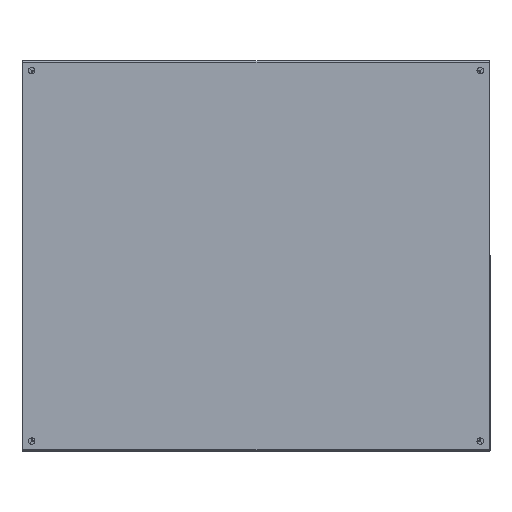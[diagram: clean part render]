
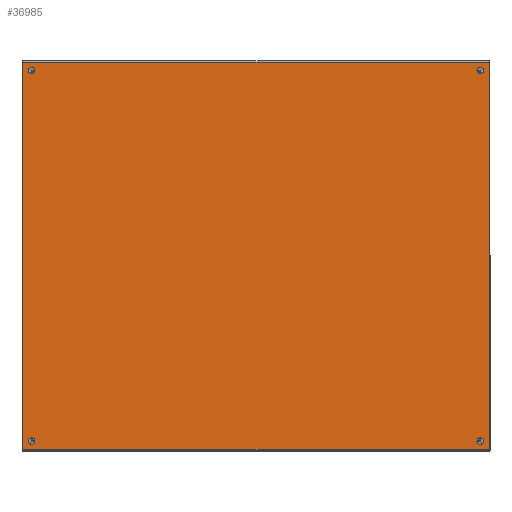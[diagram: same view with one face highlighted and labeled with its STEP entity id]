
A CAD part, top view. The second image highlights one B-rep face of the part: STEP entity #36985.
In plain terms, the highlighted face is planar.
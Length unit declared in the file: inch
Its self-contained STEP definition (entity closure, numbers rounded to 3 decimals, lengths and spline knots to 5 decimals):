
#958 = VERTEX_POINT ( 'NONE', #9817 ) ;
#970 = CARTESIAN_POINT ( 'NONE',  ( 0., 0.5, -14.25 ) ) ;
#1254 = EDGE_CURVE ( 'NONE', #42411, #35212, #4197, .T. ) ;
#2041 = EDGE_LOOP ( 'NONE', ( #45947, #3428 ) ) ;
#2153 = EDGE_CURVE ( 'NONE', #16198, #958, #44347, .T. ) ;
#2251 = VERTEX_POINT ( 'NONE', #19789 ) ;
#2392 = CARTESIAN_POINT ( 'NONE',  ( 0., 35.25, 14.25 ) ) ;
#3428 = ORIENTED_EDGE ( 'NONE', *, *, #2153, .T. ) ;
#3551 = LINE ( 'NONE', #10749, #22256 ) ;
#3685 = VERTEX_POINT ( 'NONE', #8282 ) ;
#4197 = CIRCLE ( 'NONE', #23524, 0.25 ) ;
#4309 = VECTOR ( 'NONE', #41211, 39.37008 ) ;
#5964 = CARTESIAN_POINT ( 'NONE',  ( 0., 1., 14.25 ) ) ;
#6688 = ORIENTED_EDGE ( 'NONE', *, *, #41810, .T. ) ;
#7251 = PLANE ( 'NONE',  #17028 ) ;
#7567 = CIRCLE ( 'NONE', #32208, 0.25 ) ;
#7883 = DIRECTION ( 'NONE',  ( 1., 0., 0. ) ) ;
#8282 = CARTESIAN_POINT ( 'NONE',  ( 0., 35., 14.25 ) ) ;
#8348 = DIRECTION ( 'NONE',  ( 0., -1., 0. ) ) ;
#8493 = VECTOR ( 'NONE', #38900, 39.37008 ) ;
#8619 = VERTEX_POINT ( 'NONE', #41009 ) ;
#9206 = VERTEX_POINT ( 'NONE', #27142 ) ;
#9330 = DIRECTION ( 'NONE',  ( 1., 0., 0. ) ) ;
#9817 = CARTESIAN_POINT ( 'NONE',  ( 0., 0.5, 14.25 ) ) ;
#9831 = DIRECTION ( 'NONE',  ( 0., 1., 0. ) ) ;
#10556 = CARTESIAN_POINT ( 'NONE',  ( 0., 0.75, -14.25 ) ) ;
#10576 = CARTESIAN_POINT ( 'NONE',  ( 0., 1., -14.25 ) ) ;
#10749 = CARTESIAN_POINT ( 'NONE',  ( 0., 0.072, 14.928 ) ) ;
#10789 = DIRECTION ( 'NONE',  ( 1., 0., 0. ) ) ;
#10802 = DIRECTION ( 'NONE',  ( 0., -1., 0. ) ) ;
#11404 = ORIENTED_EDGE ( 'NONE', *, *, #16975, .T. ) ;
#12166 = CIRCLE ( 'NONE', #27821, 0.25 ) ;
#12178 = AXIS2_PLACEMENT_3D ( 'NONE', #15909, #37159, #40164 ) ;
#12384 = EDGE_LOOP ( 'NONE', ( #24490, #18623, #13408, #13486 ) ) ;
#12745 = CARTESIAN_POINT ( 'NONE',  ( 0., 0.072, 14.892 ) ) ;
#13408 = ORIENTED_EDGE ( 'NONE', *, *, #42938, .F. ) ;
#13486 = ORIENTED_EDGE ( 'NONE', *, *, #36308, .T. ) ;
#13638 = CIRCLE ( 'NONE', #12178, 0.25 ) ;
#15413 = CIRCLE ( 'NONE', #45990, 0.25 ) ;
#15909 = CARTESIAN_POINT ( 'NONE',  ( 0., 35.25, -14.25 ) ) ;
#16036 = VECTOR ( 'NONE', #9831, 39.37008 ) ;
#16198 = VERTEX_POINT ( 'NONE', #5964 ) ;
#16787 = CARTESIAN_POINT ( 'NONE',  ( 0., 0.75, -14.25 ) ) ;
#16975 = EDGE_CURVE ( 'NONE', #3685, #9206, #36130, .T. ) ;
#17028 = AXIS2_PLACEMENT_3D ( 'NONE', #43663, #22386, #18229 ) ;
#17122 = EDGE_LOOP ( 'NONE', ( #6688, #19835 ) ) ;
#17529 = FACE_OUTER_BOUND ( 'NONE', #12384, .T. ) ;
#17992 = FACE_BOUND ( 'NONE', #27912, .T. ) ;
#18229 = DIRECTION ( 'NONE',  ( 0., -1., 0. ) ) ;
#18623 = ORIENTED_EDGE ( 'NONE', *, *, #39450, .T. ) ;
#18672 = DIRECTION ( 'NONE',  ( 0., -1., 0. ) ) ;
#19743 = EDGE_LOOP ( 'NONE', ( #30931, #24159 ) ) ;
#19789 = CARTESIAN_POINT ( 'NONE',  ( 0., 35.928, -14.892 ) ) ;
#19835 = ORIENTED_EDGE ( 'NONE', *, *, #22246, .T. ) ;
#19864 = CARTESIAN_POINT ( 'NONE',  ( 0., 35.928, 14.892 ) ) ;
#20274 = DIRECTION ( 'NONE',  ( 0., -1., 0. ) ) ;
#21476 = LINE ( 'NONE', #25014, #16036 ) ;
#22246 = EDGE_CURVE ( 'NONE', #45635, #41839, #13638, .T. ) ;
#22256 = VECTOR ( 'NONE', #26088, 39.37008 ) ;
#22386 = DIRECTION ( 'NONE',  ( 1., 0., 0. ) ) ;
#23410 = AXIS2_PLACEMENT_3D ( 'NONE', #40284, #7883, #8348 ) ;
#23524 = AXIS2_PLACEMENT_3D ( 'NONE', #16787, #25351, #20274 ) ;
#24159 = ORIENTED_EDGE ( 'NONE', *, *, #38703, .T. ) ;
#24490 = ORIENTED_EDGE ( 'NONE', *, *, #44998, .F. ) ;
#24716 = CARTESIAN_POINT ( 'NONE',  ( 0., 0.75, 14.25 ) ) ;
#25014 = CARTESIAN_POINT ( 'NONE',  ( 0., 35.928, -14.892 ) ) ;
#25046 = CARTESIAN_POINT ( 'NONE',  ( 0., 0.072, -14.892 ) ) ;
#25351 = DIRECTION ( 'NONE',  ( 1., 0., 0. ) ) ;
#26088 = DIRECTION ( 'NONE',  ( 0., 0., 1. ) ) ;
#26852 = DIRECTION ( 'NONE',  ( 0., -1., 0. ) ) ;
#27142 = CARTESIAN_POINT ( 'NONE',  ( 0., 35.5, 14.25 ) ) ;
#27461 = VERTEX_POINT ( 'NONE', #25046 ) ;
#27821 = AXIS2_PLACEMENT_3D ( 'NONE', #34834, #10789, #28037 ) ;
#27912 = EDGE_LOOP ( 'NONE', ( #11404, #33987 ) ) ;
#28037 = DIRECTION ( 'NONE',  ( 0., -1., 0. ) ) ;
#30202 = AXIS2_PLACEMENT_3D ( 'NONE', #35688, #31747, #45972 ) ;
#30931 = ORIENTED_EDGE ( 'NONE', *, *, #1254, .T. ) ;
#31239 = CARTESIAN_POINT ( 'NONE',  ( 0., 35.928, -14.928 ) ) ;
#31582 = CARTESIAN_POINT ( 'NONE',  ( 0., 35., -14.25 ) ) ;
#31594 = DIRECTION ( 'NONE',  ( 1., 0., 0. ) ) ;
#31747 = DIRECTION ( 'NONE',  ( 1., 0., 0. ) ) ;
#32208 = AXIS2_PLACEMENT_3D ( 'NONE', #10556, #31594, #10802 ) ;
#33780 = VERTEX_POINT ( 'NONE', #19864 ) ;
#33987 = ORIENTED_EDGE ( 'NONE', *, *, #43917, .T. ) ;
#34834 = CARTESIAN_POINT ( 'NONE',  ( 0., 35.25, -14.25 ) ) ;
#35212 = VERTEX_POINT ( 'NONE', #10576 ) ;
#35496 = FACE_BOUND ( 'NONE', #17122, .T. ) ;
#35688 = CARTESIAN_POINT ( 'NONE',  ( 0., 0.75, 14.25 ) ) ;
#36130 = CIRCLE ( 'NONE', #23410, 0.25 ) ;
#36308 = EDGE_CURVE ( 'NONE', #27461, #8619, #3551, .T. ) ;
#36985 = ADVANCED_FACE ( 'NONE', ( #17529, #42465, #35496, #38969, #17992 ), #7251, .F. ) ;
#37159 = DIRECTION ( 'NONE',  ( 1., 0., 0. ) ) ;
#38227 = LINE ( 'NONE', #31239, #8493 ) ;
#38703 = EDGE_CURVE ( 'NONE', #35212, #42411, #7567, .T. ) ;
#38900 = DIRECTION ( 'NONE',  ( 0., 0., -1. ) ) ;
#38969 = FACE_BOUND ( 'NONE', #2041, .T. ) ;
#39183 = DIRECTION ( 'NONE',  ( 1., 0., 0. ) ) ;
#39185 = EDGE_CURVE ( 'NONE', #958, #16198, #39623, .T. ) ;
#39326 = CARTESIAN_POINT ( 'NONE',  ( 0., 35.5, -14.25 ) ) ;
#39450 = EDGE_CURVE ( 'NONE', #33780, #2251, #38227, .T. ) ;
#39623 = CIRCLE ( 'NONE', #41849, 0.25 ) ;
#40164 = DIRECTION ( 'NONE',  ( 0., -1., 0. ) ) ;
#40284 = CARTESIAN_POINT ( 'NONE',  ( 0., 35.25, 14.25 ) ) ;
#41009 = CARTESIAN_POINT ( 'NONE',  ( 0., 0.072, 14.892 ) ) ;
#41211 = DIRECTION ( 'NONE',  ( 0., -1., 0. ) ) ;
#41810 = EDGE_CURVE ( 'NONE', #41839, #45635, #12166, .T. ) ;
#41839 = VERTEX_POINT ( 'NONE', #31582 ) ;
#41849 = AXIS2_PLACEMENT_3D ( 'NONE', #24716, #39183, #18672 ) ;
#42411 = VERTEX_POINT ( 'NONE', #970 ) ;
#42465 = FACE_BOUND ( 'NONE', #19743, .T. ) ;
#42938 = EDGE_CURVE ( 'NONE', #27461, #2251, #21476, .T. ) ;
#43663 = CARTESIAN_POINT ( 'NONE',  ( 0., 0.072, 14.928 ) ) ;
#43917 = EDGE_CURVE ( 'NONE', #9206, #3685, #15413, .T. ) ;
#44347 = CIRCLE ( 'NONE', #30202, 0.25 ) ;
#44742 = LINE ( 'NONE', #12745, #4309 ) ;
#44998 = EDGE_CURVE ( 'NONE', #33780, #8619, #44742, .T. ) ;
#45635 = VERTEX_POINT ( 'NONE', #39326 ) ;
#45947 = ORIENTED_EDGE ( 'NONE', *, *, #39185, .T. ) ;
#45972 = DIRECTION ( 'NONE',  ( 0., -1., 0. ) ) ;
#45990 = AXIS2_PLACEMENT_3D ( 'NONE', #2392, #9330, #26852 ) ;
